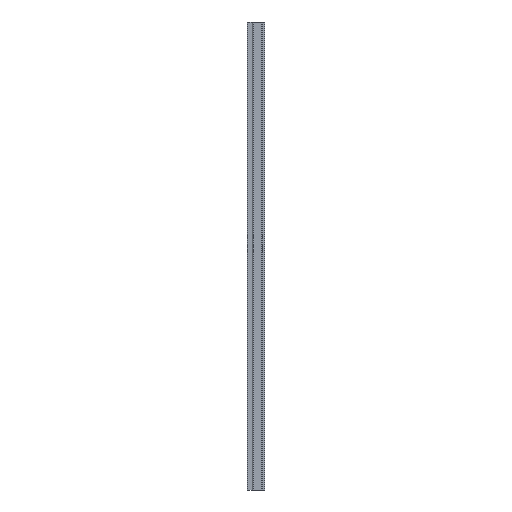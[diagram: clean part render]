
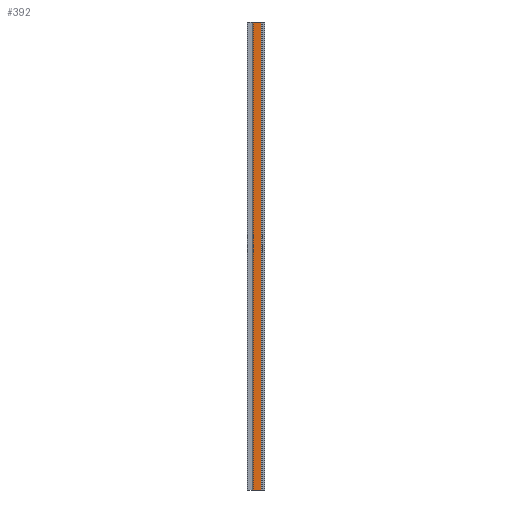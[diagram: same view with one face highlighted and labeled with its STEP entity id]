
A CAD part, left-side view. The second image highlights one B-rep face of the part: STEP entity #392.
In plain terms, the highlighted planar face has unit normal (-1, 0, 0).
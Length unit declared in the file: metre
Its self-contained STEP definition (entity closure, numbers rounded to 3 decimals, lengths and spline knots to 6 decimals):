
#392=ADVANCED_FACE('',(#892),#893,.F.);
#892=FACE_OUTER_BOUND('',#1495,.T.);
#893=PLANE('',#1496);
#1495=EDGE_LOOP('',(#2899,#2900,#2901,#2902));
#1496=AXIS2_PLACEMENT_3D('',#2903,#2904,#2905);
#2899=ORIENTED_EDGE('',*,*,#4038,.T.);
#2900=ORIENTED_EDGE('',*,*,#4371,.F.);
#2901=ORIENTED_EDGE('',*,*,#4208,.F.);
#2902=ORIENTED_EDGE('',*,*,#4320,.T.);
#2903=CARTESIAN_POINT('',(0.28641,0.123953,0.0));
#2904=DIRECTION('',(1.0,0.,0.0));
#2905=DIRECTION('',(0.,1.0,0.0));
#4038=EDGE_CURVE('',#5038,#5036,#5039,.T.);
#4208=EDGE_CURVE('',#5346,#5348,#5349,.T.);
#4320=EDGE_CURVE('',#5346,#5038,#5498,.T.);
#4371=EDGE_CURVE('',#5348,#5036,#5549,.T.);
#5036=VERTEX_POINT('',#6407);
#5038=VERTEX_POINT('',#6409);
#5039=LINE('',#6410,#6411);
#5346=VERTEX_POINT('',#6869);
#5348=VERTEX_POINT('',#6871);
#5349=LINE('',#6872,#6873);
#5498=LINE('',#7083,#7084);
#5549=LINE('',#7165,#7166);
#6407=CARTESIAN_POINT('',(0.28641,0.123953,-1.2192));
#6409=CARTESIAN_POINT('',(0.28641,0.145543,-1.2192));
#6410=CARTESIAN_POINT('',(0.28641,0.123953,-1.2192));
#6411=VECTOR('',#7754,1.0);
#6869=CARTESIAN_POINT('',(0.28641,0.145543,0.0));
#6871=CARTESIAN_POINT('',(0.28641,0.123953,0.0));
#6872=CARTESIAN_POINT('',(0.28641,0.123953,0.0));
#6873=VECTOR('',#7933,1.0);
#7083=CARTESIAN_POINT('',(0.28641,0.145543,0.0));
#7084=VECTOR('',#8067,1.0);
#7165=CARTESIAN_POINT('',(0.28641,0.123953,0.0));
#7166=VECTOR('',#8098,1.0);
#7754=DIRECTION('',(0.,-1.0,0.0));
#7933=DIRECTION('',(0.,-1.0,0.0));
#8067=DIRECTION('',(0.0,0.0,-1.0));
#8098=DIRECTION('',(0.0,0.0,-1.0));
